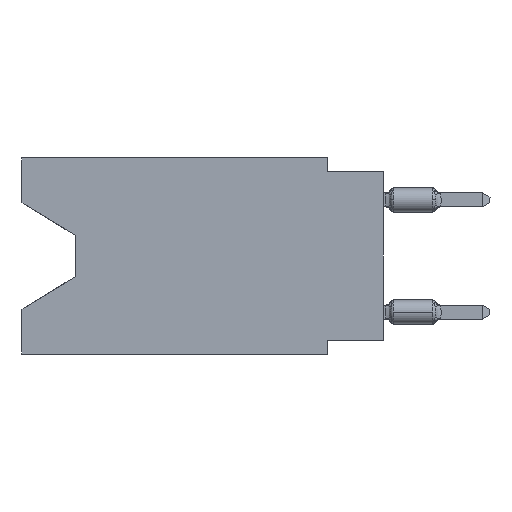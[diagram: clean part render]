
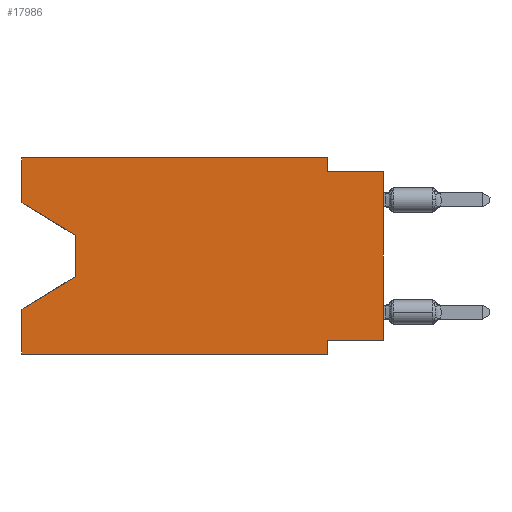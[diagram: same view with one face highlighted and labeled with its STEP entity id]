
A CAD part, left-side view. The second image highlights one B-rep face of the part: STEP entity #17986.
In plain terms, the highlighted planar face has unit normal (-1, 0, 0).
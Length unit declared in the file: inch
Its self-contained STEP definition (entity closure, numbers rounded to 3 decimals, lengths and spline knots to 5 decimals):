
#48 = DIRECTION ( 'NONE',  ( 0., -0.855, -0.519 ) ) ;
#91 = CARTESIAN_POINT ( 'NONE',  ( 0., 0.1, -0.35 ) ) ;
#96 = EDGE_CURVE ( 'NONE', #14748, #3220, #17428, .T. ) ;
#157 = DIRECTION ( 'NONE',  ( 0., 0., 1. ) ) ;
#476 = DIRECTION ( 'NONE',  ( 0., 0., 1. ) ) ;
#587 = VERTEX_POINT ( 'NONE', #15114 ) ;
#957 = DIRECTION ( 'NONE',  ( 0., 0., 1. ) ) ;
#1381 = EDGE_CURVE ( 'NONE', #21180, #8661, #6444, .T. ) ;
#1485 = CARTESIAN_POINT ( 'NONE',  ( 0., 0.55, -0.212 ) ) ;
#1841 = ORIENTED_EDGE ( 'NONE', *, *, #9874, .F. ) ;
#1959 = CARTESIAN_POINT ( 'NONE',  ( 0., 0.645, 0. ) ) ;
#2199 = EDGE_CURVE ( 'NONE', #19983, #20068, #11453, .T. ) ;
#2484 = CARTESIAN_POINT ( 'NONE',  ( 0., 0.55, -0.138 ) ) ;
#2523 = AXIS2_PLACEMENT_3D ( 'NONE', #11722, #9871, #19807 ) ;
#2644 = CARTESIAN_POINT ( 'NONE',  ( 0., 0.1, -0.35 ) ) ;
#2673 = CARTESIAN_POINT ( 'NONE',  ( 0., 0.55, -0.212 ) ) ;
#2824 = CARTESIAN_POINT ( 'NONE',  ( 0., 0.645, 0. ) ) ;
#3025 = VERTEX_POINT ( 'NONE', #91 ) ;
#3220 = VERTEX_POINT ( 'NONE', #1485 ) ;
#3325 = VECTOR ( 'NONE', #9152, 39.37008 ) ;
#3340 = LINE ( 'NONE', #9968, #4775 ) ;
#3448 = VECTOR ( 'NONE', #157, 39.37008 ) ;
#3961 = VECTOR ( 'NONE', #476, 39.37008 ) ;
#4323 = LINE ( 'NONE', #2673, #15689 ) ;
#4775 = VECTOR ( 'NONE', #13585, 39.37008 ) ;
#5356 = ORIENTED_EDGE ( 'NONE', *, *, #2199, .F. ) ;
#5392 = CARTESIAN_POINT ( 'NONE',  ( 0., 0.645, -0.35 ) ) ;
#5497 = LINE ( 'NONE', #5392, #18035 ) ;
#5722 = VERTEX_POINT ( 'NONE', #15685 ) ;
#5761 = LINE ( 'NONE', #2824, #9207 ) ;
#5929 = CARTESIAN_POINT ( 'NONE',  ( 0., 0., -0.025 ) ) ;
#6256 = VECTOR ( 'NONE', #16480, 39.37008 ) ;
#6444 = LINE ( 'NONE', #1959, #6256 ) ;
#6728 = ORIENTED_EDGE ( 'NONE', *, *, #6926, .F. ) ;
#6736 = CARTESIAN_POINT ( 'NONE',  ( 0., 0.1, -0.325 ) ) ;
#6789 = LINE ( 'NONE', #9856, #3448 ) ;
#6796 = EDGE_CURVE ( 'NONE', #17024, #3025, #5497, .T. ) ;
#6926 = EDGE_CURVE ( 'NONE', #9711, #3025, #7537, .T. ) ;
#7112 = DIRECTION ( 'NONE',  ( 0., -1., 0. ) ) ;
#7205 = LINE ( 'NONE', #10273, #3961 ) ;
#7238 = VECTOR ( 'NONE', #9407, 39.37008 ) ;
#7524 = VECTOR ( 'NONE', #48, 39.37008 ) ;
#7537 = LINE ( 'NONE', #2644, #7238 ) ;
#7686 = DIRECTION ( 'NONE',  ( 0., 0.855, -0.519 ) ) ;
#8008 = CARTESIAN_POINT ( 'NONE',  ( 0., 0.1, 0. ) ) ;
#8217 = ORIENTED_EDGE ( 'NONE', *, *, #18114, .F. ) ;
#8303 = CARTESIAN_POINT ( 'NONE',  ( 0., 0.645, -0.08025 ) ) ;
#8645 = CARTESIAN_POINT ( 'NONE',  ( 0., 0.645, 0. ) ) ;
#8661 = VERTEX_POINT ( 'NONE', #8008 ) ;
#8912 = EDGE_CURVE ( 'NONE', #17024, #14646, #7205, .T. ) ;
#9152 = DIRECTION ( 'NONE',  ( 0., 1., 0. ) ) ;
#9207 = VECTOR ( 'NONE', #957, 39.37008 ) ;
#9407 = DIRECTION ( 'NONE',  ( 0., 0., -1. ) ) ;
#9662 = ORIENTED_EDGE ( 'NONE', *, *, #10246, .F. ) ;
#9711 = VERTEX_POINT ( 'NONE', #6736 ) ;
#9844 = LINE ( 'NONE', #8303, #7524 ) ;
#9856 = CARTESIAN_POINT ( 'NONE',  ( 0., 0., 0. ) ) ;
#9871 = DIRECTION ( 'NONE',  ( 1., 0., 0. ) ) ;
#9874 = EDGE_CURVE ( 'NONE', #587, #21180, #5761, .T. ) ;
#9968 = CARTESIAN_POINT ( 'NONE',  ( 0., 0.1, 0. ) ) ;
#10191 = ORIENTED_EDGE ( 'NONE', *, *, #13292, .T. ) ;
#10246 = EDGE_CURVE ( 'NONE', #5722, #9711, #12319, .T. ) ;
#10273 = CARTESIAN_POINT ( 'NONE',  ( 0., 0.645, 0. ) ) ;
#11453 = LINE ( 'NONE', #14840, #13578 ) ;
#11722 = CARTESIAN_POINT ( 'NONE',  ( 0., 0.645, 0. ) ) ;
#12319 = LINE ( 'NONE', #13967, #3325 ) ;
#13292 = EDGE_CURVE ( 'NONE', #5722, #20068, #6789, .T. ) ;
#13368 = PLANE ( 'NONE',  #2523 ) ;
#13386 = VECTOR ( 'NONE', #18941, 39.37008 ) ;
#13571 = CARTESIAN_POINT ( 'NONE',  ( 0., 0.1, -0.025 ) ) ;
#13578 = VECTOR ( 'NONE', #18113, 39.37008 ) ;
#13585 = DIRECTION ( 'NONE',  ( 0., 0., -1. ) ) ;
#13717 = ORIENTED_EDGE ( 'NONE', *, *, #15269, .T. ) ;
#13967 = CARTESIAN_POINT ( 'NONE',  ( 0., 0., -0.325 ) ) ;
#14646 = VERTEX_POINT ( 'NONE', #20595 ) ;
#14748 = VERTEX_POINT ( 'NONE', #2484 ) ;
#14840 = CARTESIAN_POINT ( 'NONE',  ( 0., 0., -0.025 ) ) ;
#15114 = CARTESIAN_POINT ( 'NONE',  ( 0., 0.645, -0.08025 ) ) ;
#15269 = EDGE_CURVE ( 'NONE', #3220, #14646, #4323, .T. ) ;
#15685 = CARTESIAN_POINT ( 'NONE',  ( 0., 0., -0.325 ) ) ;
#15689 = VECTOR ( 'NONE', #7686, 39.37008 ) ;
#16480 = DIRECTION ( 'NONE',  ( 0., -1., 0. ) ) ;
#16852 = FACE_OUTER_BOUND ( 'NONE', #17987, .T. ) ;
#17024 = VERTEX_POINT ( 'NONE', #18541 ) ;
#17365 = ORIENTED_EDGE ( 'NONE', *, *, #6796, .T. ) ;
#17428 = LINE ( 'NONE', #17532, #13386 ) ;
#17532 = CARTESIAN_POINT ( 'NONE',  ( 0., 0.55, -0.138 ) ) ;
#17986 = ADVANCED_FACE ( 'NONE', ( #16852 ), #13368, .F. ) ;
#17987 = EDGE_LOOP ( 'NONE', ( #21400, #19130, #13717, #18856, #17365, #6728, #9662, #10191, #5356, #8217, #19494, #1841 ) ) ;
#18035 = VECTOR ( 'NONE', #7112, 39.37008 ) ;
#18113 = DIRECTION ( 'NONE',  ( 0., -1., 0. ) ) ;
#18114 = EDGE_CURVE ( 'NONE', #8661, #19983, #3340, .T. ) ;
#18506 = EDGE_CURVE ( 'NONE', #587, #14748, #9844, .T. ) ;
#18541 = CARTESIAN_POINT ( 'NONE',  ( 0., 0.645, -0.35 ) ) ;
#18856 = ORIENTED_EDGE ( 'NONE', *, *, #8912, .F. ) ;
#18941 = DIRECTION ( 'NONE',  ( 0., 0., -1. ) ) ;
#19130 = ORIENTED_EDGE ( 'NONE', *, *, #96, .T. ) ;
#19494 = ORIENTED_EDGE ( 'NONE', *, *, #1381, .F. ) ;
#19807 = DIRECTION ( 'NONE',  ( 0., 0., -1. ) ) ;
#19983 = VERTEX_POINT ( 'NONE', #13571 ) ;
#20068 = VERTEX_POINT ( 'NONE', #5929 ) ;
#20595 = CARTESIAN_POINT ( 'NONE',  ( 0., 0.645, -0.26975 ) ) ;
#21180 = VERTEX_POINT ( 'NONE', #8645 ) ;
#21400 = ORIENTED_EDGE ( 'NONE', *, *, #18506, .T. ) ;
